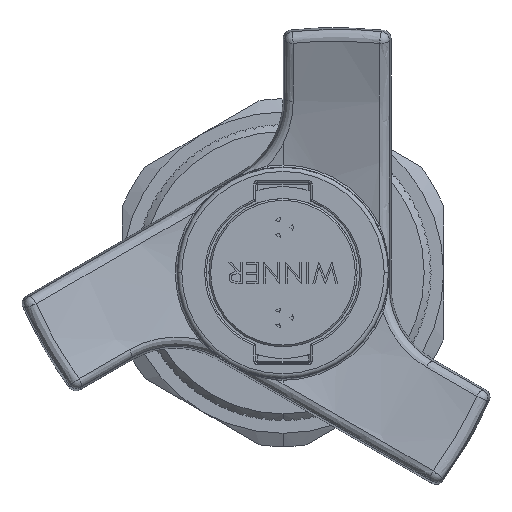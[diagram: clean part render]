
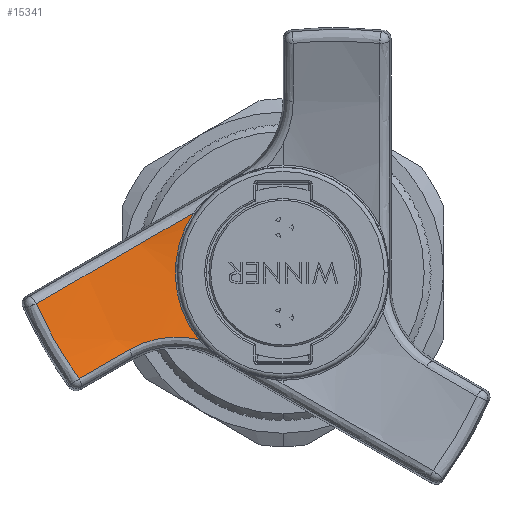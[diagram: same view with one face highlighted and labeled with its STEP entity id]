
A CAD part, left-side view. The second image highlights one B-rep face of the part: STEP entity #15341.
In plain terms, the highlighted spherical face has radius 70 mm.
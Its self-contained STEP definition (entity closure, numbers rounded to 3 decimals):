
#558 = CARTESIAN_POINT ( 'NONE',  ( -112.055, 0., 0. ) ) ;
#995 = EDGE_CURVE ( 'NONE', #5778, #2565, #29980, .T. ) ;
#1681 = B_SPLINE_CURVE_WITH_KNOTS ( 'NONE', 3,
 ( #21955, #10408, #15058, #29154 ),
 .UNSPECIFIED., .F., .F.,
 ( 4, 4 ),
 ( 0., 0.007 ),
 .UNSPECIFIED. ) ;
#1992 = FACE_OUTER_BOUND ( 'NONE', #22798, .T. ) ;
#2565 = VERTEX_POINT ( 'NONE', #27663 ) ;
#2732 = B_SPLINE_CURVE_WITH_KNOTS ( 'NONE', 3,
 ( #8506, #24742, #22608, #6300, #8697, #17945, #20167, #11155 ),
 .UNSPECIFIED., .F., .F.,
 ( 4, 2, 2, 4 ),
 ( 0.007, 0.013, 0.018, 0.029 ),
 .UNSPECIFIED. ) ;
#3523 = CARTESIAN_POINT ( 'NONE',  ( -112.628, 13.504, -7.636 ) ) ;
#3822 = CARTESIAN_POINT ( 'NONE',  ( -116.367, 24.09, -12.52 ) ) ;
#4848 = ORIENTED_EDGE ( 'NONE', *, *, #23476, .T. ) ;
#5315 = CARTESIAN_POINT ( 'NONE',  ( -112.245, 11.377, -7.668 ) ) ;
#5516 = CARTESIAN_POINT ( 'NONE',  ( -113.685, 17.548, -8.741 ) ) ;
#5621 = CARTESIAN_POINT ( 'NONE',  ( -113.112, 15.592, -7.991 ) ) ;
#5778 = VERTEX_POINT ( 'NONE', #24191 ) ;
#6039 = EDGE_CURVE ( 'NONE', #2565, #7489, #21131, .T. ) ;
#6300 = CARTESIAN_POINT ( 'NONE',  ( -113.031, 16.953, 3.385 ) ) ;
#7136 = DIRECTION ( 'NONE',  ( 0., -1., 0. ) ) ;
#7489 = VERTEX_POINT ( 'NONE', #12653 ) ;
#7731 = CARTESIAN_POINT ( 'NONE',  ( -112.422, 12.441, -7.601 ) ) ;
#8506 = CARTESIAN_POINT ( 'NONE',  ( -112.055, 10.597, 7.053 ) ) ;
#8697 = CARTESIAN_POINT ( 'NONE',  ( -113.404, 18.524, 2.478 ) ) ;
#8871 = VERTEX_POINT ( 'NONE', #14886 ) ;
#8981 = EDGE_CURVE ( 'NONE', #7489, #8871, #2732, .T. ) ;
#9657 = DIRECTION ( 'NONE',  ( 1., 0., 0. ) ) ;
#10269 = CARTESIAN_POINT ( 'NONE',  ( -112.487, 12.795, -7.601 ) ) ;
#10408 = CARTESIAN_POINT ( 'NONE',  ( -115.425, 22.149, -11.399 ) ) ;
#10918 = ORIENTED_EDGE ( 'NONE', *, *, #17131, .T. ) ;
#11155 = CARTESIAN_POINT ( 'NONE',  ( -117.369, 29.186, -3.676 ) ) ;
#11688 = DIRECTION ( 'NONE',  ( 0., 0., 1. ) ) ;
#12653 = CARTESIAN_POINT ( 'NONE',  ( -112.055, 10.597, 7.053 ) ) ;
#12703 = CARTESIAN_POINT ( 'NONE',  ( -112.703, 13.86, -7.67 ) ) ;
#13670 = AXIS2_PLACEMENT_3D ( 'NONE', #21008, #7136, #11688 ) ;
#14529 = CARTESIAN_POINT ( 'NONE',  ( -116.917, 27.812, -6.783 ) ) ;
#14591 = DIRECTION ( 'NONE',  ( 0., -1., 0. ) ) ;
#14886 = CARTESIAN_POINT ( 'NONE',  ( -117.369, 29.186, -3.676 ) ) ;
#15058 = CARTESIAN_POINT ( 'NONE',  ( -114.6, 20.167, -10.254 ) ) ;
#15341 = ADVANCED_FACE ( 'NONE', ( #1992 ), #17175, .F. ) ;
#16484 = ORIENTED_EDGE ( 'NONE', *, *, #995, .T. ) ;
#16972 = CARTESIAN_POINT ( 'NONE',  ( -116.582, 26.103, -9.754 ) ) ;
#17131 = EDGE_CURVE ( 'NONE', #8871, #22442, #23938, .T. ) ;
#17175 = SPHERICAL_SURFACE ( 'NONE', #13670, 70. ) ;
#17945 = CARTESIAN_POINT ( 'NONE',  ( -114.74, 23.198, -0.22 ) ) ;
#18979 = CARTESIAN_POINT ( 'NONE',  ( -113.897, 18.152, -9.091 ) ) ;
#19308 = CARTESIAN_POINT ( 'NONE',  ( -116.367, 24.09, -12.52 ) ) ;
#19578 = AXIS2_PLACEMENT_3D ( 'NONE', #558, #9657, #14591 ) ;
#20167 = CARTESIAN_POINT ( 'NONE',  ( -115.913, 26.233, -1.971 ) ) ;
#21008 = CARTESIAN_POINT ( 'NONE',  ( -180.888, 0., 0. ) ) ;
#21131 = CIRCLE ( 'NONE', #19578, 12.73 ) ;
#21516 = CARTESIAN_POINT ( 'NONE',  ( -112.143, 10.668, -7.771 ) ) ;
#21552 = CARTESIAN_POINT ( 'NONE',  ( -117.369, 29.186, -3.676 ) ) ;
#21955 = CARTESIAN_POINT ( 'NONE',  ( -116.367, 24.09, -12.52 ) ) ;
#22260 = ORIENTED_EDGE ( 'NONE', *, *, #6039, .T. ) ;
#22442 = VERTEX_POINT ( 'NONE', #3822 ) ;
#22608 = CARTESIAN_POINT ( 'NONE',  ( -112.433, 13.791, 5.21 ) ) ;
#22798 = EDGE_LOOP ( 'NONE', ( #16484, #22260, #25413, #10918, #4848 ) ) ;
#23476 = EDGE_CURVE ( 'NONE', #22442, #5778, #1681, .T. ) ;
#23938 = B_SPLINE_CURVE_WITH_KNOTS ( 'NONE', 3,
 ( #21552, #14529, #16972, #19308 ),
 .UNSPECIFIED., .F., .F.,
 ( 4, 4 ),
 ( 0., 0.01 ),
 .UNSPECIFIED. ) ;
#23961 = CARTESIAN_POINT ( 'NONE',  ( -112.096, 10.311, -7.84 ) ) ;
#24069 = CARTESIAN_POINT ( 'NONE',  ( -113.484, 16.908, -8.449 ) ) ;
#24191 = CARTESIAN_POINT ( 'NONE',  ( -113.897, 18.152, -9.091 ) ) ;
#24742 = CARTESIAN_POINT ( 'NONE',  ( -112.207, 12.195, 6.131 ) ) ;
#25413 = ORIENTED_EDGE ( 'NONE', *, *, #8981, .T. ) ;
#26189 = CARTESIAN_POINT ( 'NONE',  ( -112.055, 9.961, -7.927 ) ) ;
#26514 = CARTESIAN_POINT ( 'NONE',  ( -112.94, 14.913, -7.824 ) ) ;
#27663 = CARTESIAN_POINT ( 'NONE',  ( -112.055, 9.961, -7.927 ) ) ;
#28915 = CARTESIAN_POINT ( 'NONE',  ( -112.301, 11.732, -7.634 ) ) ;
#29154 = CARTESIAN_POINT ( 'NONE',  ( -113.897, 18.152, -9.091 ) ) ;
#29980 = B_SPLINE_CURVE_WITH_KNOTS ( 'NONE', 3,
 ( #18979, #5516, #24069, #5621, #26514, #12703, #3523, #10269, #7731, #28915, #5315, #21516, #23961, #26189 ),
 .UNSPECIFIED., .F., .F.,
 ( 4, 2, 2, 2, 2, 2, 4 ),
 ( 0., 0.002, 0.004, 0.005, 0.007, 0.008, 0.009 ),
 .UNSPECIFIED. ) ;
